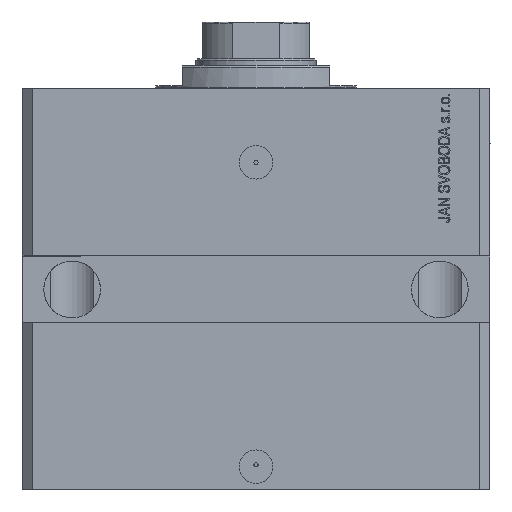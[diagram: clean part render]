
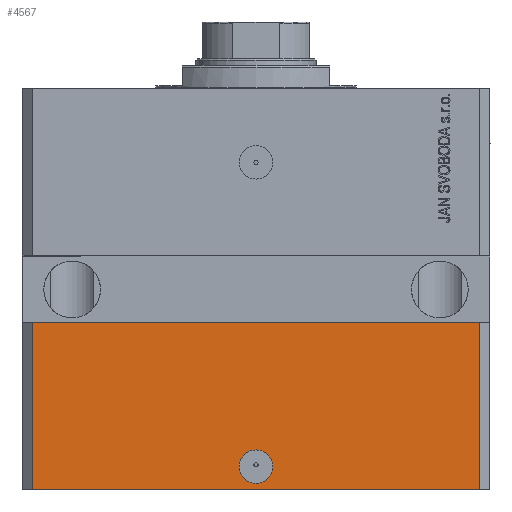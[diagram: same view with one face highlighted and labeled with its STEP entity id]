
A CAD part, front view. The second image highlights one B-rep face of the part: STEP entity #4567.
In plain terms, the highlighted planar face has unit normal (0, -1, 0).
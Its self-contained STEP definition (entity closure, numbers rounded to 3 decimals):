
#60 = CARTESIAN_POINT ( 'NONE',  ( -67., -55., -120. ) ) ;
#559 = DIRECTION ( 'NONE',  ( 1., 0., 0. ) ) ;
#2401 = DIRECTION ( 'NONE',  ( 0., 0., 1. ) ) ;
#2852 = CIRCLE ( 'NONE', #44640, 5. ) ;
#3293 = AXIS2_PLACEMENT_3D ( 'NONE', #41486, #33075, #37274 ) ;
#4147 = AXIS2_PLACEMENT_3D ( 'NONE', #5279, #38566, #46463 ) ;
#4507 = LINE ( 'NONE', #27185, #18281 ) ;
#4532 = VERTEX_POINT ( 'NONE', #38074 ) ;
#4567 = ADVANCED_FACE ( 'NONE', ( #31407, #8457 ), #27696, .T. ) ;
#4951 = ORIENTED_EDGE ( 'NONE', *, *, #34597, .F. ) ;
#5279 = CARTESIAN_POINT ( 'NONE',  ( -67., -55., -120. ) ) ;
#5987 = VERTEX_POINT ( 'NONE', #7964 ) ;
#6762 = EDGE_CURVE ( 'NONE', #44387, #4532, #29691, .T. ) ;
#6878 = EDGE_LOOP ( 'NONE', ( #4951, #12013, #10261, #30296 ) ) ;
#7519 = VERTEX_POINT ( 'NONE', #39198 ) ;
#7964 = CARTESIAN_POINT ( 'NONE',  ( -5., -55., -113. ) ) ;
#8457 = FACE_OUTER_BOUND ( 'NONE', #6878, .T. ) ;
#10261 = ORIENTED_EDGE ( 'NONE', *, *, #42613, .T. ) ;
#10682 = VERTEX_POINT ( 'NONE', #60 ) ;
#12013 = ORIENTED_EDGE ( 'NONE', *, *, #15327, .F. ) ;
#12054 = DIRECTION ( 'NONE',  ( 1., 0., 0. ) ) ;
#14178 = ORIENTED_EDGE ( 'NONE', *, *, #33678, .F. ) ;
#14585 = VECTOR ( 'NONE', #41758, 1000. ) ;
#15327 = EDGE_CURVE ( 'NONE', #10682, #7519, #34075, .T. ) ;
#15740 = LINE ( 'NONE', #46115, #27096 ) ;
#16000 = CARTESIAN_POINT ( 'NONE',  ( 0., -55., -113. ) ) ;
#17287 = CARTESIAN_POINT ( 'NONE',  ( 67., -55., -120. ) ) ;
#17823 = EDGE_CURVE ( 'NONE', #29197, #5987, #2852, .T. ) ;
#18281 = VECTOR ( 'NONE', #559, 1000. ) ;
#18827 = CARTESIAN_POINT ( 'NONE',  ( 67., -55., -120. ) ) ;
#27096 = VECTOR ( 'NONE', #38217, 1000. ) ;
#27185 = CARTESIAN_POINT ( 'NONE',  ( -70., -55., -70. ) ) ;
#27696 = PLANE ( 'NONE',  #4147 ) ;
#29197 = VERTEX_POINT ( 'NONE', #31629 ) ;
#29691 = LINE ( 'NONE', #18827, #40443 ) ;
#30296 = ORIENTED_EDGE ( 'NONE', *, *, #6762, .T. ) ;
#31062 = DIRECTION ( 'NONE',  ( 0., -1., 0. ) ) ;
#31407 = FACE_BOUND ( 'NONE', #41696, .T. ) ;
#31629 = CARTESIAN_POINT ( 'NONE',  ( 5., -55., -113. ) ) ;
#33075 = DIRECTION ( 'NONE',  ( 0., -1., 0. ) ) ;
#33678 = EDGE_CURVE ( 'NONE', #5987, #29197, #46633, .T. ) ;
#34075 = LINE ( 'NONE', #44962, #14585 ) ;
#34597 = EDGE_CURVE ( 'NONE', #7519, #4532, #4507, .T. ) ;
#37274 = DIRECTION ( 'NONE',  ( 1., 0., 0. ) ) ;
#38074 = CARTESIAN_POINT ( 'NONE',  ( 67., -55., -70. ) ) ;
#38217 = DIRECTION ( 'NONE',  ( 1., 0., 0. ) ) ;
#38566 = DIRECTION ( 'NONE',  ( 0., -1., 0. ) ) ;
#39198 = CARTESIAN_POINT ( 'NONE',  ( -67., -55., -70. ) ) ;
#40443 = VECTOR ( 'NONE', #2401, 1000. ) ;
#41486 = CARTESIAN_POINT ( 'NONE',  ( 0., -55., -113. ) ) ;
#41696 = EDGE_LOOP ( 'NONE', ( #46146, #14178 ) ) ;
#41758 = DIRECTION ( 'NONE',  ( 0., 0., 1. ) ) ;
#42613 = EDGE_CURVE ( 'NONE', #10682, #44387, #15740, .T. ) ;
#44387 = VERTEX_POINT ( 'NONE', #17287 ) ;
#44640 = AXIS2_PLACEMENT_3D ( 'NONE', #16000, #31062, #12054 ) ;
#44962 = CARTESIAN_POINT ( 'NONE',  ( -67., -55., -120. ) ) ;
#46115 = CARTESIAN_POINT ( 'NONE',  ( -67., -55., -120. ) ) ;
#46146 = ORIENTED_EDGE ( 'NONE', *, *, #17823, .F. ) ;
#46463 = DIRECTION ( 'NONE',  ( 1., 0., 0. ) ) ;
#46633 = CIRCLE ( 'NONE', #3293, 5. ) ;
